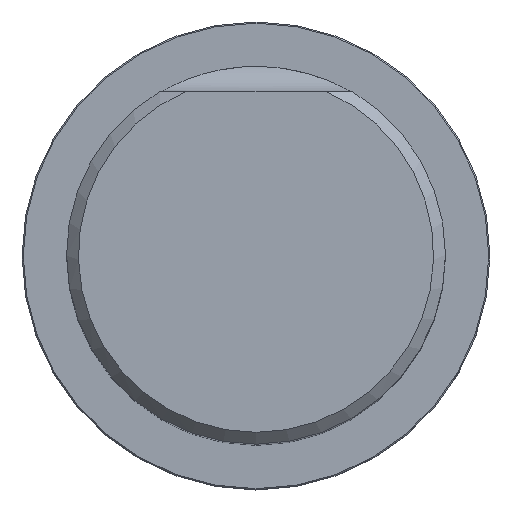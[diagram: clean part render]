
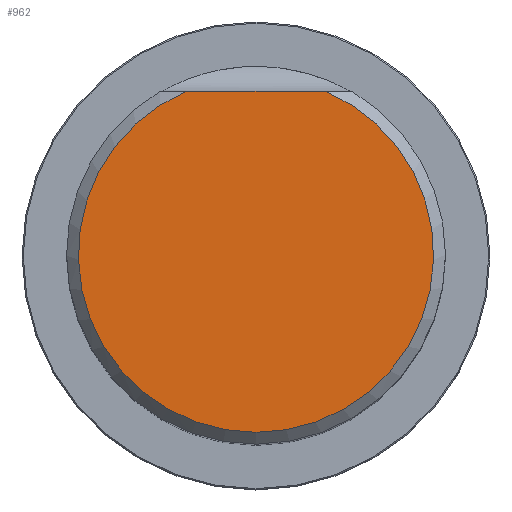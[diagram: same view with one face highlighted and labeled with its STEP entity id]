
A CAD part, top view. The second image highlights one B-rep face of the part: STEP entity #962.
In plain terms, the highlighted planar face has unit normal (0, 0, 1).
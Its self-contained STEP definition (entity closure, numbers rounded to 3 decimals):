
#284=PLANE('',#4998);
#426=LINE('',#7313,#668);
#668=VECTOR('',#5607,1.);
#962=ADVANCED_FACE('CU_SU_1',(#1296),#284,.T.);
#1296=FACE_OUTER_BOUND('',#1535,.T.);
#1535=EDGE_LOOP('',(#2257,#2258));
#1963=CIRCLE('',#4997,14.996);
#2257=ORIENTED_EDGE('',*,*,#4035,.F.);
#2258=ORIENTED_EDGE('',*,*,#4036,.F.);
#3554=VERTEX_POINT('',#7311);
#3555=VERTEX_POINT('',#7312);
#4035=EDGE_CURVE('',#3554,#3555,#1963,.T.);
#4036=EDGE_CURVE('',#3555,#3554,#426,.T.);
#4997=AXIS2_PLACEMENT_3D('',#7310,#5605,#5606);
#4998=AXIS2_PLACEMENT_3D('',#7314,#5608,#5609);
#5605=DIRECTION('',(0.,0.,-1.));
#5606=DIRECTION('',(1.,0.,0.));
#5607=DIRECTION('',(1.,0.,0.));
#5608=DIRECTION('',(0.,0.,1.));
#5609=DIRECTION('',(1.,0.,0.));
#7310=CARTESIAN_POINT('',(0.,0.,60.));
#7311=CARTESIAN_POINT('',(5.859,13.804,60.));
#7312=CARTESIAN_POINT('',(-5.859,13.804,60.));
#7313=CARTESIAN_POINT('',(-50.,13.804,60.));
#7314=CARTESIAN_POINT('',(0.,0.,60.));
